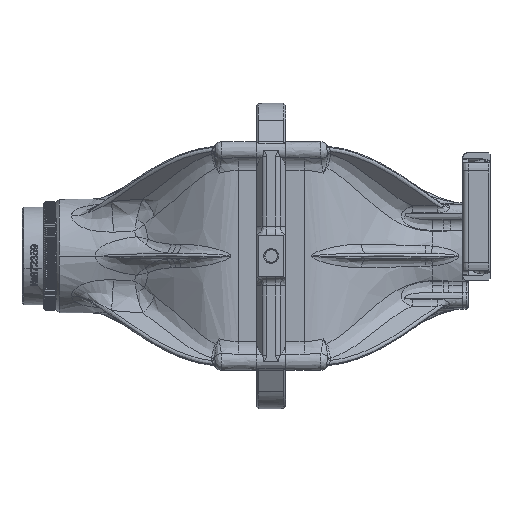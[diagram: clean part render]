
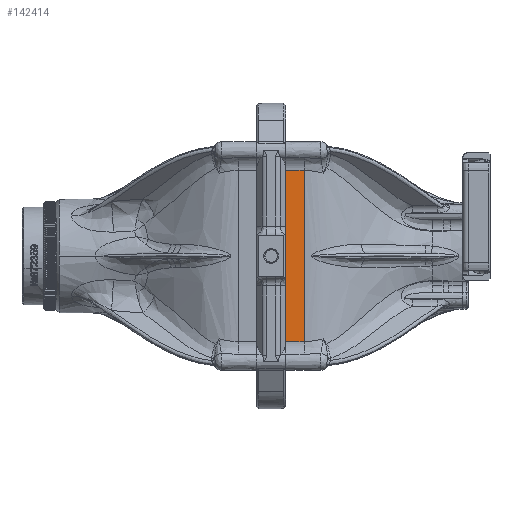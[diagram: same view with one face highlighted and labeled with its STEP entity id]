
A CAD part, front view. The second image highlights one B-rep face of the part: STEP entity #142414.
In plain terms, the highlighted free-form (B-spline) face has degree [1, 1] with [2, 2] control points.
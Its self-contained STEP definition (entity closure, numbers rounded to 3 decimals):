
#138824 = VERTEX_POINT('',#138825);
#138825 = CARTESIAN_POINT('',(50.231,-80.229,
    65.267));
#138838 = EDGE_CURVE('',#138839,#138824,#138841,.T.);
#138839 = VERTEX_POINT('',#138840);
#138840 = CARTESIAN_POINT('',(50.231,-80.229,
    -65.267));
#138841 = B_SPLINE_CURVE_WITH_KNOTS('',1,(#138842,#138843),
  .UNSPECIFIED.,.F.,.F.,(2,2),(10.724,104.276),
  .PIECEWISE_BEZIER_KNOTS.);
#138842 = CARTESIAN_POINT('',(50.231,-80.229,
    -65.267));
#138843 = CARTESIAN_POINT('',(50.231,-80.229,
    65.267));
#142414 = ADVANCED_FACE('',(#142415),#142437,.F.);
#142415 = FACE_BOUND('',#142416,.T.);
#142416 = EDGE_LOOP('',(#142417,#142418,#142425,#142432));
#142417 = ORIENTED_EDGE('',*,*,#138838,.T.);
#142418 = ORIENTED_EDGE('',*,*,#142419,.T.);
#142419 = EDGE_CURVE('',#138824,#142420,#142422,.T.);
#142420 = VERTEX_POINT('',#142421);
#142421 = CARTESIAN_POINT('',(36.278,-80.229,
    65.267));
#142422 = B_SPLINE_CURVE_WITH_KNOTS('',1,(#142423,#142424),
  .UNSPECIFIED.,.F.,.F.,(2,2),(-10.,0.),.PIECEWISE_BEZIER_KNOTS.);
#142423 = CARTESIAN_POINT('',(50.231,-80.229,
    65.267));
#142424 = CARTESIAN_POINT('',(36.278,-80.229,
    65.267));
#142425 = ORIENTED_EDGE('',*,*,#142426,.F.);
#142426 = EDGE_CURVE('',#142427,#142420,#142429,.T.);
#142427 = VERTEX_POINT('',#142428);
#142428 = CARTESIAN_POINT('',(36.278,-80.229,
    -65.267));
#142429 = B_SPLINE_CURVE_WITH_KNOTS('',1,(#142430,#142431),
  .UNSPECIFIED.,.F.,.F.,(2,2),(10.724,104.276),
  .PIECEWISE_BEZIER_KNOTS.);
#142430 = CARTESIAN_POINT('',(36.278,-80.229,
    -65.267));
#142431 = CARTESIAN_POINT('',(36.278,-80.229,
    65.267));
#142432 = ORIENTED_EDGE('',*,*,#142433,.T.);
#142433 = EDGE_CURVE('',#142427,#138839,#142434,.T.);
#142434 = B_SPLINE_CURVE_WITH_KNOTS('',1,(#142435,#142436),
  .UNSPECIFIED.,.F.,.F.,(2,2),(-10.,0.),.PIECEWISE_BEZIER_KNOTS.);
#142435 = CARTESIAN_POINT('',(36.278,-80.229,
    -65.267));
#142436 = CARTESIAN_POINT('',(50.231,-80.229,
    -65.267));
#142437 = B_SPLINE_SURFACE_WITH_KNOTS('',1,1,(
    (#142438,#142439)
    ,(#142440,#142441
    )),.UNSPECIFIED.,.F.,.F.,.F.,(2,2),(2,2),(-104.276,
    -10.724),(-10.,0.),.PIECEWISE_BEZIER_KNOTS.);
#142438 = CARTESIAN_POINT('',(50.231,-80.229,
    65.267));
#142439 = CARTESIAN_POINT('',(36.278,-80.229,
    65.267));
#142440 = CARTESIAN_POINT('',(50.231,-80.229,
    -65.267));
#142441 = CARTESIAN_POINT('',(36.278,-80.229,
    -65.267));
